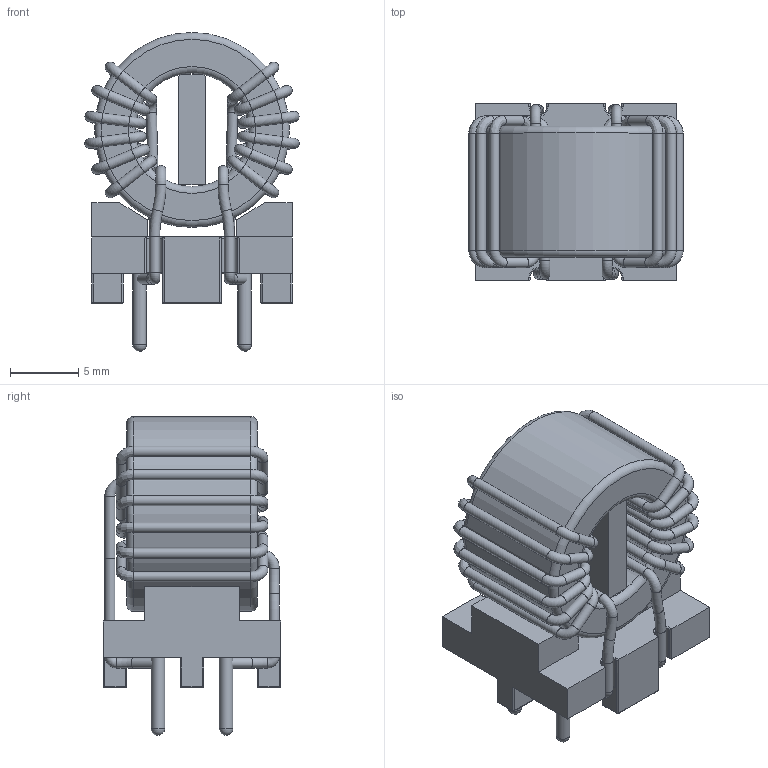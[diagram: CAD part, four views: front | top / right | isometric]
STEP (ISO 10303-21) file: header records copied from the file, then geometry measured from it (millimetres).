
FILE_DESCRIPTION( ( 'Unknown' ), '1' );
FILE_NAME( '7448225007.stp', 'Unknown', ( 'Unknown' ), ( 'Unknown' ), 'XStep 1.0', 'Unknown', ' ' );
FILE_SCHEMA( ( 'automotive_design' ) );
Length unit declared in the file: millimetre
Products named in the file (6): Assem1; base; core; steg
Bounding box: 15.72 x 13 x 23.4 mm (x, y, z)
Volume: 4052.5 mm3; surface area: 5606.4 mm2
Topology: 10 solids, 10 shells, 536 faces, 1176 edges, 628 vertices
Faces by surface type: cylinder 232, torus 112, plane 104, bspline 48, sphere 40
Full cylindrical faces by diameter (mm): 0.75 x116, 1 x8, 8.3 x2, 14.3 x2
Entity records: 11265 total; most frequent: CARTESIAN_POINT 5932, DIRECTION 1166, ORIENTED_EDGE 852, AXIS2_PLACEMENT_3D 494, EDGE_CURVE 426, EDGE_LOOP 410, FACE_OUTER_BOUND 404, VERTEX_POINT 308
